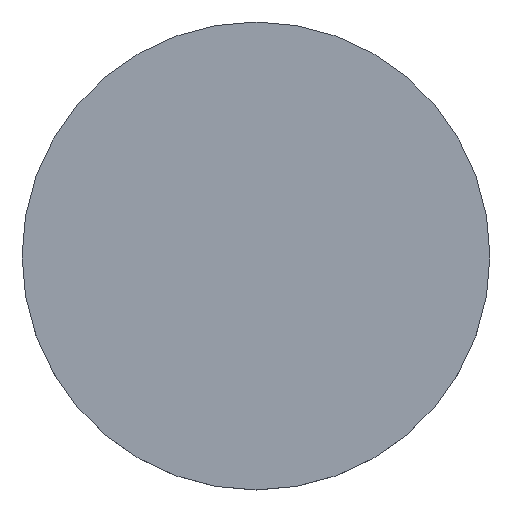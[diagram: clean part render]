
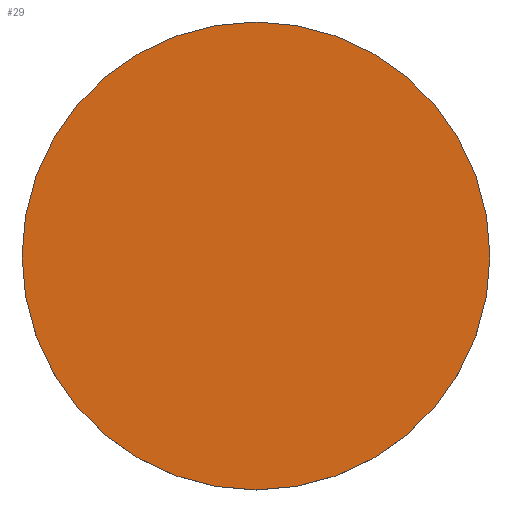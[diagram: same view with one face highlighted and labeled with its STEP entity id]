
A CAD part, top view. The second image highlights one B-rep face of the part: STEP entity #29.
In plain terms, the highlighted planar face has unit normal (0, 0, 1).
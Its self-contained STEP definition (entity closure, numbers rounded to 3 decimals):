
#8 = AXIS2_PLACEMENT_3D ( 'NONE', #127, #18, #146 ) ;
#12 = DIRECTION ( 'NONE',  ( 1., 0., 0. ) ) ;
#18 = DIRECTION ( 'NONE',  ( 0., 0., -1. ) ) ;
#25 = EDGE_CURVE ( 'NONE', #51, #33, #226, .T. ) ;
#27 = EDGE_LOOP ( 'NONE', ( #124, #186 ) ) ;
#29 = ADVANCED_FACE ( 'NONE', ( #224 ), #159, .T. ) ;
#31 = CARTESIAN_POINT ( 'NONE',  ( 12.7, 0., 3.8 ) ) ;
#33 = VERTEX_POINT ( 'NONE', #31 ) ;
#50 = DIRECTION ( 'NONE',  ( 0., 0., 1. ) ) ;
#51 = VERTEX_POINT ( 'NONE', #94 ) ;
#72 = AXIS2_PLACEMENT_3D ( 'NONE', #75, #50, #212 ) ;
#75 = CARTESIAN_POINT ( 'NONE',  ( 0., 26.112, 3.8 ) ) ;
#94 = CARTESIAN_POINT ( 'NONE',  ( -12.7, 0., 3.8 ) ) ;
#99 = AXIS2_PLACEMENT_3D ( 'NONE', #141, #175, #12 ) ;
#124 = ORIENTED_EDGE ( 'NONE', *, *, #173, .F. ) ;
#127 = CARTESIAN_POINT ( 'NONE',  ( 0., 0., 3.8 ) ) ;
#141 = CARTESIAN_POINT ( 'NONE',  ( 0., 0., 3.8 ) ) ;
#146 = DIRECTION ( 'NONE',  ( 1., 0., 0. ) ) ;
#159 = PLANE ( 'NONE',  #72 ) ;
#173 = EDGE_CURVE ( 'NONE', #33, #51, #190, .T. ) ;
#175 = DIRECTION ( 'NONE',  ( 0., 0., -1. ) ) ;
#186 = ORIENTED_EDGE ( 'NONE', *, *, #25, .F. ) ;
#190 = CIRCLE ( 'NONE', #8, 12.7 ) ;
#212 = DIRECTION ( 'NONE',  ( 1., 0., 0. ) ) ;
#224 = FACE_OUTER_BOUND ( 'NONE', #27, .T. ) ;
#226 = CIRCLE ( 'NONE', #99, 12.7 ) ;
